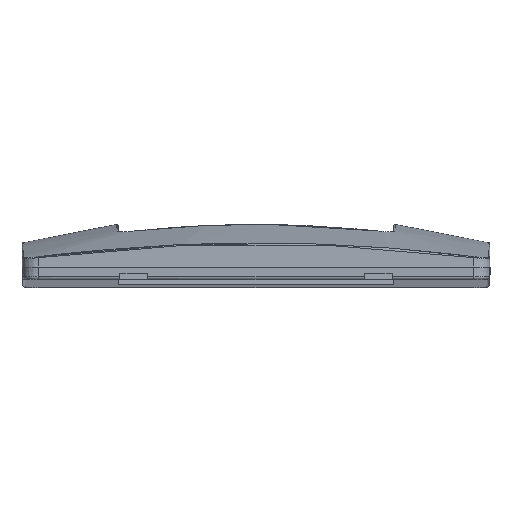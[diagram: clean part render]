
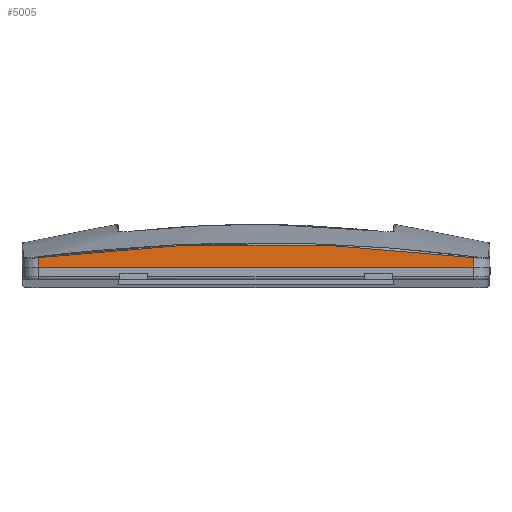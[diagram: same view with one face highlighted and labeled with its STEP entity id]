
A CAD part, left-side view. The second image highlights one B-rep face of the part: STEP entity #5005.
In plain terms, the highlighted planar face has unit normal (-1, 0, 0.018).
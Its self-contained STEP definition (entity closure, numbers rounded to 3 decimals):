
#43 = ORIENTED_EDGE ( 'NONE', *, *, #2829, .F. ) ;
#369 = CARTESIAN_POINT ( 'NONE',  ( -42.94, -26.649, 5.718 ) ) ;
#408 = ORIENTED_EDGE ( 'NONE', *, *, #1212, .F. ) ;
#481 = CARTESIAN_POINT ( 'NONE',  ( -43., 0., 2.3 ) ) ;
#683 = CARTESIAN_POINT ( 'NONE',  ( -42.99, 40., 2.875 ) ) ;
#939 = ORIENTED_EDGE ( 'NONE', *, *, #5787, .T. ) ;
#972 = VERTEX_POINT ( 'NONE', #5406 ) ;
#1139 = B_SPLINE_CURVE_WITH_KNOTS ( 'NONE', 3,
 ( #5428, #5463, #4385, #6538 ),
 .UNSPECIFIED., .F., .F.,
 ( 4, 4 ),
 ( 0., 1. ),
 .UNSPECIFIED. ) ;
#1187 = CARTESIAN_POINT ( 'NONE',  ( -42.99, -40., 2.875 ) ) ;
#1212 = EDGE_CURVE ( 'NONE', #972, #5590, #2664, .T. ) ;
#1389 = EDGE_LOOP ( 'NONE', ( #6261, #939, #43, #408 ) ) ;
#1848 = CARTESIAN_POINT ( 'NONE',  ( -42.926, -13.315, 6.565 ) ) ;
#2292 = AXIS2_PLACEMENT_3D ( 'NONE', #481, #6250, #6796 ) ;
#2664 = B_SPLINE_CURVE_WITH_KNOTS ( 'NONE', 3,
 ( #5388, #4862, #1187, #6401 ),
 .UNSPECIFIED., .F., .F.,
 ( 4, 4 ),
 ( 0., 1. ),
 .UNSPECIFIED. ) ;
#2829 = EDGE_CURVE ( 'NONE', #5590, #5389, #1139, .T. ) ;
#2900 = B_SPLINE_CURVE_WITH_KNOTS ( 'NONE', 3,
 ( #5438, #3708, #683, #5832 ),
 .UNSPECIFIED., .F., .F.,
 ( 4, 4 ),
 ( 0., 1. ),
 .UNSPECIFIED. ) ;
#2990 = CARTESIAN_POINT ( 'NONE',  ( -42.97, -40., 4.025 ) ) ;
#3193 = B_SPLINE_CURVE_WITH_KNOTS ( 'NONE', 3,
 ( #2990, #369, #1848, #4593, #5538, #6545 ),
 .UNSPECIFIED., .F., .F.,
 ( 4, 2, 4 ),
 ( 0., 0.5, 1. ),
 .UNSPECIFIED. ) ;
#3708 = CARTESIAN_POINT ( 'NONE',  ( -42.98, 40., 3.45 ) ) ;
#3927 = CARTESIAN_POINT ( 'NONE',  ( -42.97, 40., 4.025 ) ) ;
#4048 = CARTESIAN_POINT ( 'NONE',  ( -43., -40., 2.3 ) ) ;
#4385 = CARTESIAN_POINT ( 'NONE',  ( -43., 13.333, 2.3 ) ) ;
#4593 = CARTESIAN_POINT ( 'NONE',  ( -42.926, 13.315, 6.565 ) ) ;
#4596 = VERTEX_POINT ( 'NONE', #3927 ) ;
#4862 = CARTESIAN_POINT ( 'NONE',  ( -42.98, -40., 3.45 ) ) ;
#4931 = EDGE_CURVE ( 'NONE', #972, #4596, #3193, .T. ) ;
#5005 = ADVANCED_FACE ( 'NONE', ( #5791 ), #5752, .T. ) ;
#5256 = CARTESIAN_POINT ( 'NONE',  ( -43., 40., 2.3 ) ) ;
#5388 = CARTESIAN_POINT ( 'NONE',  ( -42.97, -40., 4.025 ) ) ;
#5389 = VERTEX_POINT ( 'NONE', #5256 ) ;
#5406 = CARTESIAN_POINT ( 'NONE',  ( -42.97, -40., 4.025 ) ) ;
#5428 = CARTESIAN_POINT ( 'NONE',  ( -43., -40., 2.3 ) ) ;
#5438 = CARTESIAN_POINT ( 'NONE',  ( -42.97, 40., 4.025 ) ) ;
#5463 = CARTESIAN_POINT ( 'NONE',  ( -43., -13.333, 2.3 ) ) ;
#5538 = CARTESIAN_POINT ( 'NONE',  ( -42.94, 26.648, 5.718 ) ) ;
#5590 = VERTEX_POINT ( 'NONE', #4048 ) ;
#5752 = PLANE ( 'NONE',  #2292 ) ;
#5787 = EDGE_CURVE ( 'NONE', #4596, #5389, #2900, .T. ) ;
#5791 = FACE_OUTER_BOUND ( 'NONE', #1389, .T. ) ;
#5832 = CARTESIAN_POINT ( 'NONE',  ( -43., 40., 2.3 ) ) ;
#6250 = DIRECTION ( 'NONE',  ( -1., 0., 0.017 ) ) ;
#6261 = ORIENTED_EDGE ( 'NONE', *, *, #4931, .T. ) ;
#6401 = CARTESIAN_POINT ( 'NONE',  ( -43., -40., 2.3 ) ) ;
#6538 = CARTESIAN_POINT ( 'NONE',  ( -43., 40., 2.3 ) ) ;
#6545 = CARTESIAN_POINT ( 'NONE',  ( -42.97, 40., 4.025 ) ) ;
#6796 = DIRECTION ( 'NONE',  ( 0., 1., 0. ) ) ;
